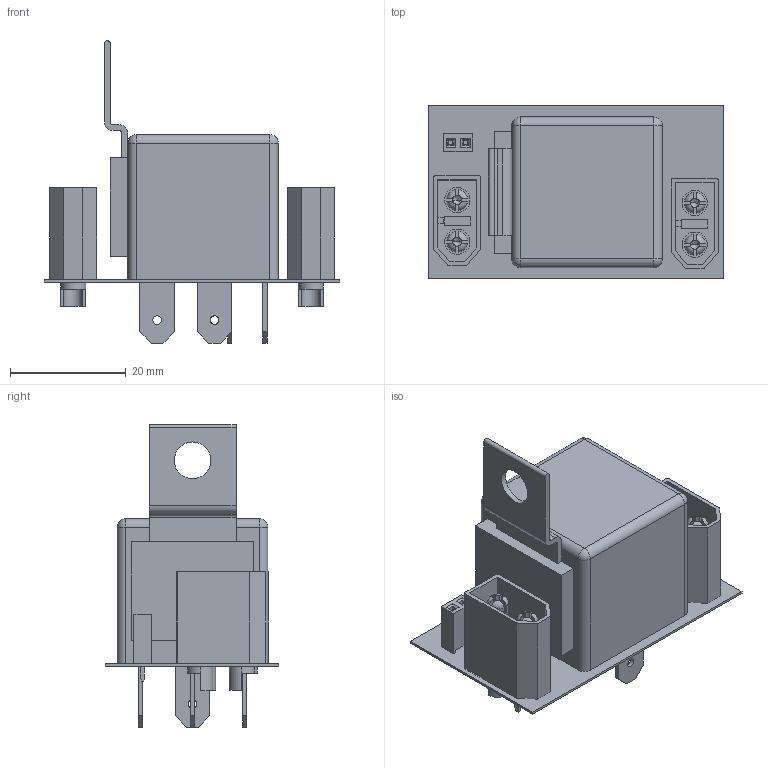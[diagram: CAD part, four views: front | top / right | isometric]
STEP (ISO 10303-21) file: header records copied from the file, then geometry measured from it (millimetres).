
FILE_DESCRIPTION(('Open CASCADE Model'),'2;1');
FILE_NAME('Open CASCADE Shape Model','2022-04-03T16:57:01',('Author'),( 'Open CASCADE'),'Open CASCADE STEP processor 6.8','Open CASCADE 6.8' ,'Unknown');
FILE_SCHEMA(('AUTOMOTIVE_DESIGN { 1 0 10303 214 1 1 1 1 }'));
Length unit declared in the file: millimetre
Products named in the file (10): PCB; Board; Open CASCADE STEP translator 6.8 2.1.1; K1; Bosch_Relay_12Vdc_-_30A_SPST; J3; User_Library-zl262-2d_p2-54_l2-54_w5_h8-5; J2; XT60-M--3DModel-STEP-56544; J1
Assembly tree (10 placements, depth 3):
  PCB
    Board
      Open CASCADE STEP translator 6.8 2.1.1
    K1
      Bosch_Relay_12Vdc_-_30A_SPST
    J3
      User_Library-zl262-2d_p2-54_l2-54_w5_h8-5
    J2
      XT60-M--3DModel-STEP-56544
    J1
      XT60-M--3DModel-STEP-56544
Bounding box: 51 x 30 x 52.21 mm (x, y, z)
Volume: 21271 mm3; surface area: 13302.8 mm2
Topology: 9 solids, 9 shells, 602 faces, 1525 edges, 982 vertices
Faces by surface type: plane 313, extrusion 120, cylinder 117, cone 32, revolution 16, sphere 4
Full cylindrical faces by diameter (mm): 0.9 x2, 1.5 x5, 4.5 x4, 6.35 x1
Entity records: 21418 total; most frequent: CARTESIAN_POINT 7882, ORIENTED_EDGE 2374, DIRECTION 1929, EDGE_CURVE 1187, VECTOR 839, VERTEX_POINT 778, LINE 719, FACE_BOUND 551
